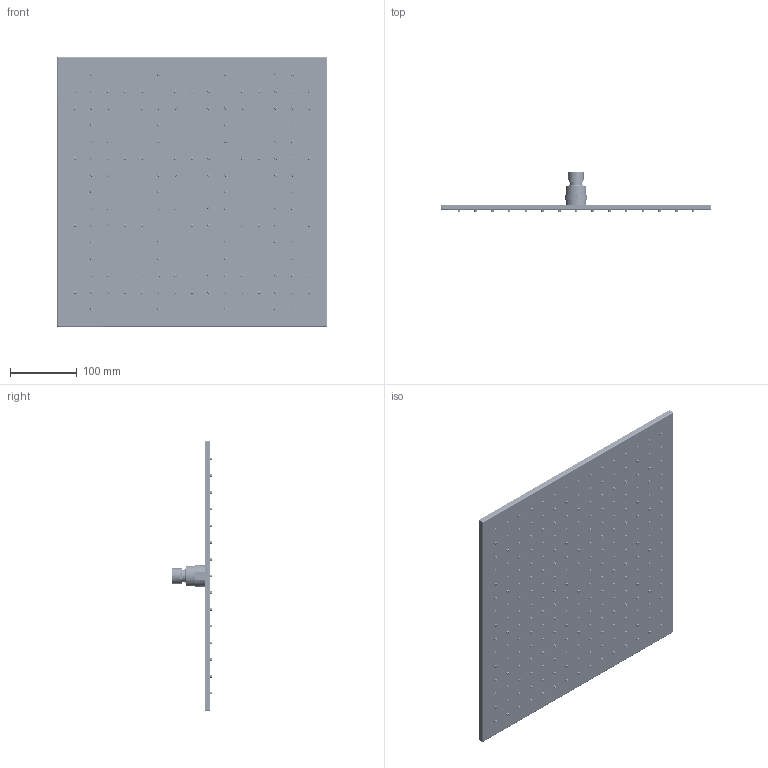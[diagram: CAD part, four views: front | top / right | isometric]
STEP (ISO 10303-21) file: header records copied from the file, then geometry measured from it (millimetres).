
FILE_DESCRIPTION((''),'2;1');
FILE_NAME('MS-TSB015CP_ASM','2019-11-09T',('Administrator'),(''),'PRO/ENGINEER BY PARAMETRIC TECHNOLOGY CORPORATION, 2010280','PRO/ENGINEER BY PARAMETRIC TECHNOLOGY CORPORATION, 2010280','');
FILE_SCHEMA(('CONFIG_CONTROL_DESIGN'));
Products named in the file (11): STCB0092-XX_AF0; STNB0019-XX; MSBC0026-P1_AF0_ASM; STTR0021-XX; STCB0195-P1_AF0; STST0053-XX; STNB0033-P1; STNB0034-P1; STMB0001-P1; STST0041-XX; MS-TSB015CP_ASM
Assembly tree (80 placements, depth 3):
  MS-TSB015CP_ASM
    MSBC0026-P1_AF0_ASM
      STCB0092-XX_AF0
      STNB0019-XX  x36
    STTR0021-XX
    STCB0195-P1_AF0
    STST0053-XX  x36
    STNB0033-P1
    STNB0034-P1
    STMB0001-P1
    STST0041-XX
Bounding box: 403.1 x 60.02 x 403.1 mm (x, y, z)
Volume: 677957.7 mm3; surface area: 1012688.2 mm2
Topology: 79 solids, 79 shells, 5273 faces, 12603 edges, 7724 vertices
Faces by surface type: cylinder 2130, plane 1062, cone 1003, torus 664, bspline 336, sphere 78
Entity records: 95103 total; most frequent: CARTESIAN_POINT 19298, DIRECTION 17796, ORIENTED_EDGE 14348, AXIS2_PLACEMENT_3D 7727, EDGE_CURVE 7174, CIRCLE 4727, VERTEX_POINT 4504, EDGE_LOOP 4218
